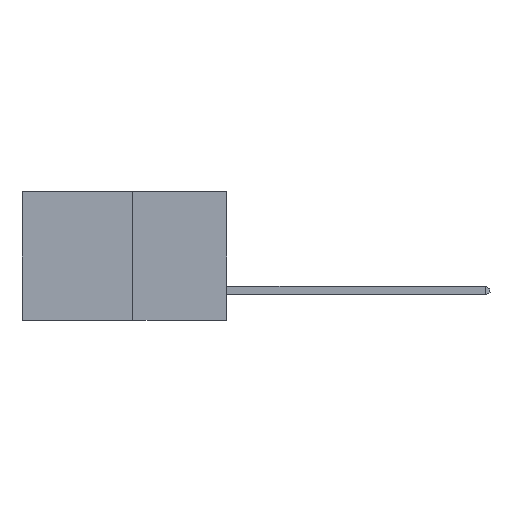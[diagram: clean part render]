
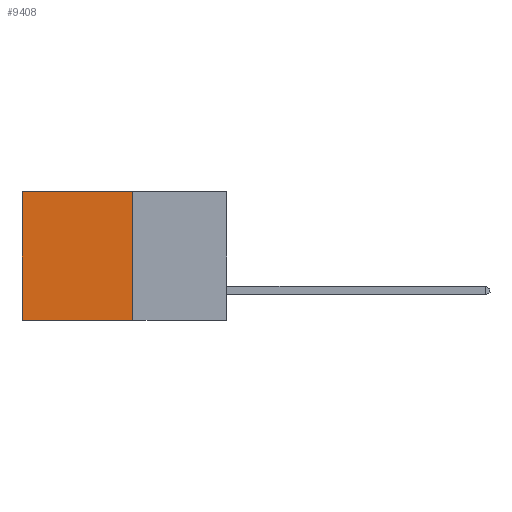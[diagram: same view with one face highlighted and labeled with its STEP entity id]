
A CAD part, left-side view. The second image highlights one B-rep face of the part: STEP entity #9408.
In plain terms, the highlighted planar face has unit normal (-1, 0, 0).
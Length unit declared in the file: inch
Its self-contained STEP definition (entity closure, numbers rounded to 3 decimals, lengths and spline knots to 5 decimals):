
#602 = EDGE_LOOP ( 'NONE', ( #4157, #2235, #4551, #8920 ) ) ;
#665 = DIRECTION ( 'NONE',  ( 0., 0., -1. ) ) ;
#1022 = LINE ( 'NONE', #8135, #4924 ) ;
#1184 = CARTESIAN_POINT ( 'NONE',  ( 0.277, 0.59, -0.37 ) ) ;
#1953 = VECTOR ( 'NONE', #4562, 39.37008 ) ;
#1972 = DIRECTION ( 'NONE',  ( 0., 0., -1. ) ) ;
#1999 = DIRECTION ( 'NONE',  ( 1., 0., 0. ) ) ;
#2077 = CARTESIAN_POINT ( 'NONE',  ( 0.277, 0.27, -0.37 ) ) ;
#2235 = ORIENTED_EDGE ( 'NONE', *, *, #3932, .F. ) ;
#2401 = PLANE ( 'NONE',  #8267 ) ;
#3332 = VERTEX_POINT ( 'NONE', #5783 ) ;
#3369 = VECTOR ( 'NONE', #665, 39.37008 ) ;
#3932 = EDGE_CURVE ( 'NONE', #4618, #8363, #1022, .T. ) ;
#4157 = ORIENTED_EDGE ( 'NONE', *, *, #9262, .T. ) ;
#4547 = VECTOR ( 'NONE', #6922, 39.37008 ) ;
#4551 = ORIENTED_EDGE ( 'NONE', *, *, #5820, .F. ) ;
#4562 = DIRECTION ( 'NONE',  ( 0., 0., -1. ) ) ;
#4618 = VERTEX_POINT ( 'NONE', #8680 ) ;
#4727 = CARTESIAN_POINT ( 'NONE',  ( 0.277, 0.27, -0.37 ) ) ;
#4826 = EDGE_CURVE ( 'NONE', #5560, #3332, #8918, .T. ) ;
#4924 = VECTOR ( 'NONE', #6432, 39.37008 ) ;
#5560 = VERTEX_POINT ( 'NONE', #9805 ) ;
#5783 = CARTESIAN_POINT ( 'NONE',  ( 0.277, 0.59, 0. ) ) ;
#5820 = EDGE_CURVE ( 'NONE', #5560, #4618, #8215, .T. ) ;
#5912 = FACE_OUTER_BOUND ( 'NONE', #602, .T. ) ;
#6432 = DIRECTION ( 'NONE',  ( 0., 1., 0. ) ) ;
#6775 = CARTESIAN_POINT ( 'NONE',  ( 0.277, 0.59, -0.37 ) ) ;
#6922 = DIRECTION ( 'NONE',  ( 0., 1., 0. ) ) ;
#7250 = CARTESIAN_POINT ( 'NONE',  ( 0.277, 0.27, 0. ) ) ;
#7600 = LINE ( 'NONE', #1184, #3369 ) ;
#8135 = CARTESIAN_POINT ( 'NONE',  ( 0.277, 0.27, -0.37 ) ) ;
#8215 = LINE ( 'NONE', #4727, #1953 ) ;
#8267 = AXIS2_PLACEMENT_3D ( 'NONE', #2077, #1999, #1972 ) ;
#8363 = VERTEX_POINT ( 'NONE', #6775 ) ;
#8680 = CARTESIAN_POINT ( 'NONE',  ( 0.277, 0.27, -0.37 ) ) ;
#8918 = LINE ( 'NONE', #7250, #4547 ) ;
#8920 = ORIENTED_EDGE ( 'NONE', *, *, #4826, .T. ) ;
#9262 = EDGE_CURVE ( 'NONE', #3332, #8363, #7600, .T. ) ;
#9408 = ADVANCED_FACE ( 'NONE', ( #5912 ), #2401, .F. ) ;
#9805 = CARTESIAN_POINT ( 'NONE',  ( 0.277, 0.27, 0. ) ) ;
